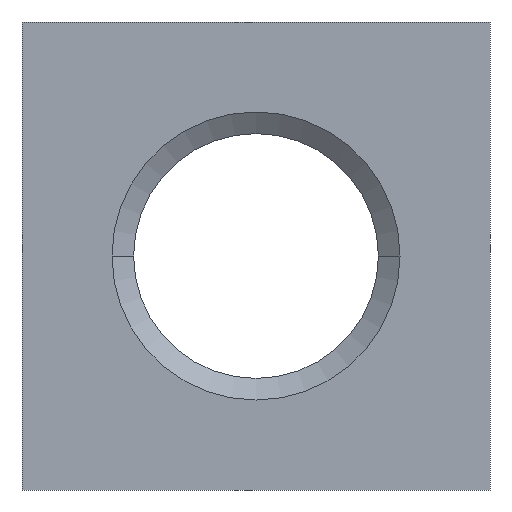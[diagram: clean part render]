
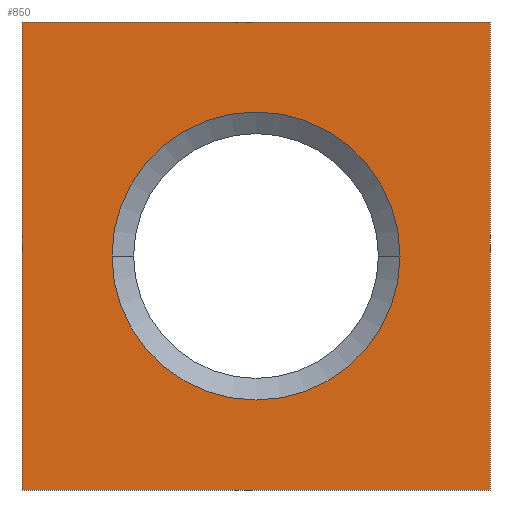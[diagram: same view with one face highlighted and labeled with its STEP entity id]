
A CAD part, front view. The second image highlights one B-rep face of the part: STEP entity #850.
In plain terms, the highlighted face is planar.
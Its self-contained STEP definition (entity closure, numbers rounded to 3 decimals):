
#13 = CARTESIAN_POINT ( 'NONE',  ( -6.5, -6.5, -4. ) ) ;
#16 = LINE ( 'NONE', #1016, #789 ) ;
#25 = ORIENTED_EDGE ( 'NONE', *, *, #630, .F. ) ;
#34 = DIRECTION ( 'NONE',  ( 1., 0., 0. ) ) ;
#65 = DIRECTION ( 'NONE',  ( -1., 0., 0. ) ) ;
#81 = LINE ( 'NONE', #836, #507 ) ;
#83 = VERTEX_POINT ( 'NONE', #938 ) ;
#86 = DIRECTION ( 'NONE',  ( -1., 0., 0. ) ) ;
#95 = LINE ( 'NONE', #753, #284 ) ;
#108 = DIRECTION ( 'NONE',  ( 0., 1., 0. ) ) ;
#139 = EDGE_LOOP ( 'NONE', ( #25, #698, #321, #374 ) ) ;
#169 = VECTOR ( 'NONE', #180, 1000. ) ;
#180 = DIRECTION ( 'NONE',  ( -1., 0., 0. ) ) ;
#247 = DIRECTION ( 'NONE',  ( 0., 0., 1. ) ) ;
#257 = CARTESIAN_POINT ( 'NONE',  ( -6.5, 6.5, -4. ) ) ;
#275 = ORIENTED_EDGE ( 'NONE', *, *, #955, .T. ) ;
#284 = VECTOR ( 'NONE', #915, 1000. ) ;
#321 = ORIENTED_EDGE ( 'NONE', *, *, #724, .F. ) ;
#344 = AXIS2_PLACEMENT_3D ( 'NONE', #1038, #373, #961 ) ;
#373 = DIRECTION ( 'NONE',  ( 0., 0., -1. ) ) ;
#374 = ORIENTED_EDGE ( 'NONE', *, *, #818, .F. ) ;
#382 = DIRECTION ( 'NONE',  ( 0., 0., 1. ) ) ;
#405 = CARTESIAN_POINT ( 'NONE',  ( 0., 0., -4. ) ) ;
#421 = FACE_BOUND ( 'NONE', #990, .T. ) ;
#473 = CARTESIAN_POINT ( 'NONE',  ( -4., 0., -4. ) ) ;
#507 = VECTOR ( 'NONE', #108, 1000. ) ;
#523 = VERTEX_POINT ( 'NONE', #473 ) ;
#527 = EDGE_CURVE ( 'NONE', #83, #523, #557, .T. ) ;
#557 = CIRCLE ( 'NONE', #875, 4. ) ;
#578 = CARTESIAN_POINT ( 'NONE',  ( -6.5, 6.5, -4. ) ) ;
#586 = VERTEX_POINT ( 'NONE', #578 ) ;
#601 = CARTESIAN_POINT ( 'NONE',  ( 6.5, -6.5, -4. ) ) ;
#630 = EDGE_CURVE ( 'NONE', #586, #734, #95, .T. ) ;
#636 = CARTESIAN_POINT ( 'NONE',  ( 0., 0., -4. ) ) ;
#656 = FACE_OUTER_BOUND ( 'NONE', #139, .T. ) ;
#669 = EDGE_CURVE ( 'NONE', #963, #586, #858, .T. ) ;
#698 = ORIENTED_EDGE ( 'NONE', *, *, #669, .F. ) ;
#724 = EDGE_CURVE ( 'NONE', #771, #963, #81, .T. ) ;
#734 = VERTEX_POINT ( 'NONE', #13 ) ;
#753 = CARTESIAN_POINT ( 'NONE',  ( -6.5, -6.5, -4. ) ) ;
#771 = VERTEX_POINT ( 'NONE', #601 ) ;
#786 = ORIENTED_EDGE ( 'NONE', *, *, #527, .T. ) ;
#789 = VECTOR ( 'NONE', #34, 1000. ) ;
#801 = CIRCLE ( 'NONE', #904, 4. ) ;
#811 = CARTESIAN_POINT ( 'NONE',  ( 6.5, 6.5, -4. ) ) ;
#818 = EDGE_CURVE ( 'NONE', #734, #771, #16, .T. ) ;
#836 = CARTESIAN_POINT ( 'NONE',  ( 6.5, -6.5, -4. ) ) ;
#850 = ADVANCED_FACE ( 'NONE', ( #421, #656 ), #880, .T. ) ;
#858 = LINE ( 'NONE', #257, #169 ) ;
#875 = AXIS2_PLACEMENT_3D ( 'NONE', #405, #247, #86 ) ;
#880 = PLANE ( 'NONE',  #344 ) ;
#904 = AXIS2_PLACEMENT_3D ( 'NONE', #636, #382, #65 ) ;
#915 = DIRECTION ( 'NONE',  ( 0., -1., 0. ) ) ;
#938 = CARTESIAN_POINT ( 'NONE',  ( 4., 0., -4. ) ) ;
#955 = EDGE_CURVE ( 'NONE', #523, #83, #801, .T. ) ;
#961 = DIRECTION ( 'NONE',  ( -1., 0., 0. ) ) ;
#963 = VERTEX_POINT ( 'NONE', #811 ) ;
#990 = EDGE_LOOP ( 'NONE', ( #786, #275 ) ) ;
#1016 = CARTESIAN_POINT ( 'NONE',  ( -6.5, -6.5, -4. ) ) ;
#1038 = CARTESIAN_POINT ( 'NONE',  ( -6.5, -6.5, -4. ) ) ;
